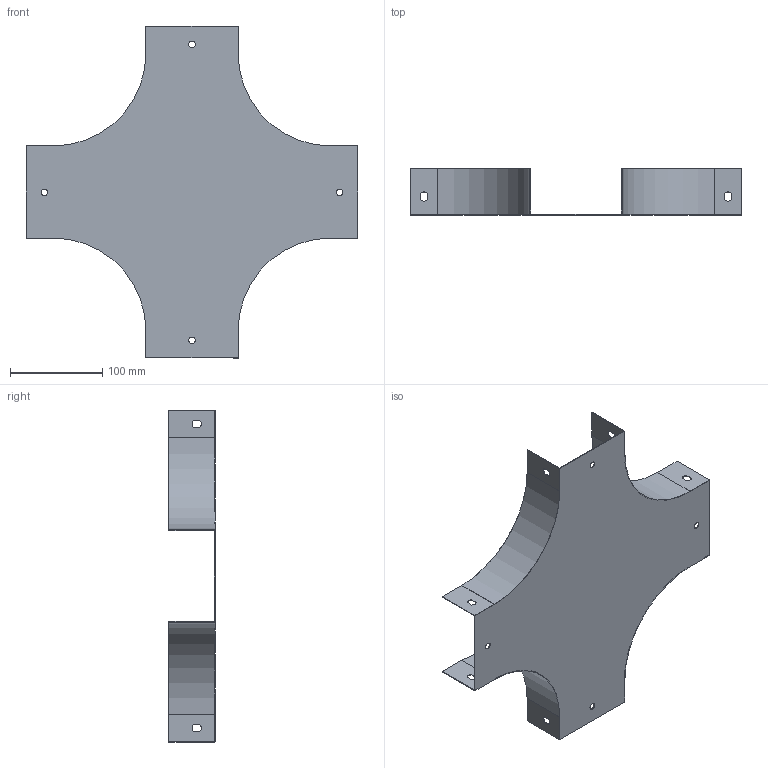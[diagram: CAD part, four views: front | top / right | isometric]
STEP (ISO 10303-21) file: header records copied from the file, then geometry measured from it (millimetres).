
FILE_DESCRIPTION (( 'STEP AP203' ), '1' );
FILE_NAME ('Îòâåòâèòåëü DPX_36122.STEP', '2012-11-09T08:49:16', ( 'Àñååâ' ), ( '' ), 'SwSTEP 2.0', 'SolidWorks 2012', '' );
FILE_SCHEMA (( 'CONFIG_CONTROL_DESIGN' ));
Length unit declared in the file: millimetre
Products named in the file (1): Îòâåòâèòåëü DPX_36122
Bounding box: 360 x 50 x 360 mm (x, y, z)
Volume: 90212 mm3; surface area: 227120.5 mm2
Topology: 1 solids, 1 shells, 70 faces, 206 edges, 138 vertices
Faces by surface type: plane 42, cylinder 28
Full cylindrical faces by diameter (mm): 7 x4
Entity records: 2429 total; most frequent: CARTESIAN_POINT 407, ORIENTED_EDGE 400, DIRECTION 398, EDGE_CURVE 200, VECTOR 144, LINE 144, VERTEX_POINT 136, AXIS2_PLACEMENT_3D 127
